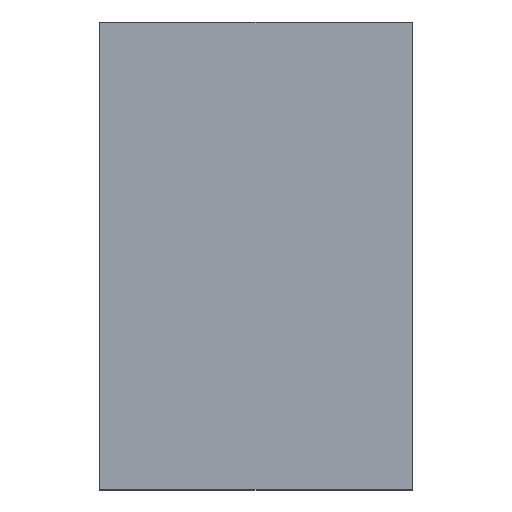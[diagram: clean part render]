
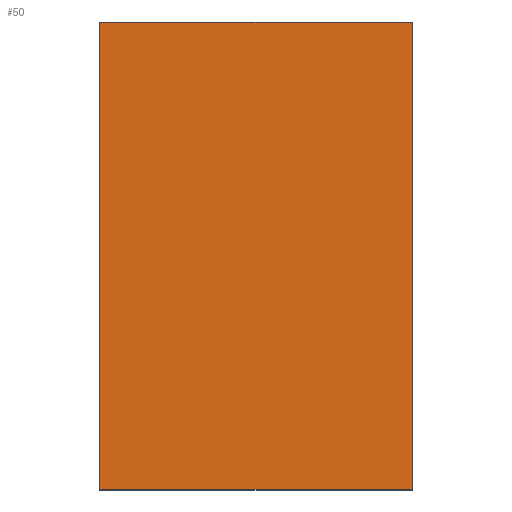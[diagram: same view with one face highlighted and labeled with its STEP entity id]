
A CAD part, top view. The second image highlights one B-rep face of the part: STEP entity #50.
In plain terms, the highlighted planar face has unit normal (0, 0, 1).
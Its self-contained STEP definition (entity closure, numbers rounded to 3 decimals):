
#2 = LINE ( 'NONE', #99, #70 ) ;
#7 = LINE ( 'NONE', #61, #59 ) ;
#21 = LINE ( 'NONE', #93, #105 ) ;
#25 = CARTESIAN_POINT ( 'NONE',  ( 87.25, -130.5, 14. ) ) ;
#30 = EDGE_CURVE ( 'NONE', #33, #44, #21, .T. ) ;
#32 = DIRECTION ( 'NONE',  ( -1., 0., 0. ) ) ;
#33 = VERTEX_POINT ( 'NONE', #126 ) ;
#35 = VERTEX_POINT ( 'NONE', #60 ) ;
#40 = FACE_OUTER_BOUND ( 'NONE', #123, .T. ) ;
#44 = VERTEX_POINT ( 'NONE', #25 ) ;
#49 = VERTEX_POINT ( 'NONE', #83 ) ;
#50 = ADVANCED_FACE ( 'NONE', ( #40 ), #54, .T. ) ;
#53 = AXIS2_PLACEMENT_3D ( 'NONE', #161, #130, #87 ) ;
#54 = PLANE ( 'NONE',  #53 ) ;
#59 = VECTOR ( 'NONE', #77, 1000. ) ;
#60 = CARTESIAN_POINT ( 'NONE',  ( -87.25, 130.5, 14. ) ) ;
#61 = CARTESIAN_POINT ( 'NONE',  ( 87.25, 130.5, 14. ) ) ;
#65 = VECTOR ( 'NONE', #165, 1000. ) ;
#70 = VECTOR ( 'NONE', #32, 1000. ) ;
#77 = DIRECTION ( 'NONE',  ( 0., 1., 0. ) ) ;
#78 = ORIENTED_EDGE ( 'NONE', *, *, #187, .T. ) ;
#81 = ORIENTED_EDGE ( 'NONE', *, *, #125, .T. ) ;
#83 = CARTESIAN_POINT ( 'NONE',  ( 87.25, 130.5, 14. ) ) ;
#87 = DIRECTION ( 'NONE',  ( 1., 0., 0. ) ) ;
#93 = CARTESIAN_POINT ( 'NONE',  ( -87.25, -130.5, 14. ) ) ;
#96 = DIRECTION ( 'NONE',  ( 1., 0., 0. ) ) ;
#99 = CARTESIAN_POINT ( 'NONE',  ( -87.25, 130.5, 14. ) ) ;
#102 = ORIENTED_EDGE ( 'NONE', *, *, #179, .T. ) ;
#105 = VECTOR ( 'NONE', #96, 1000. ) ;
#106 = CARTESIAN_POINT ( 'NONE',  ( -87.25, 130.5, 14. ) ) ;
#107 = LINE ( 'NONE', #106, #65 ) ;
#111 = ORIENTED_EDGE ( 'NONE', *, *, #30, .T. ) ;
#123 = EDGE_LOOP ( 'NONE', ( #102, #81, #78, #111 ) ) ;
#125 = EDGE_CURVE ( 'NONE', #49, #35, #2, .T. ) ;
#126 = CARTESIAN_POINT ( 'NONE',  ( -87.25, -130.5, 14. ) ) ;
#130 = DIRECTION ( 'NONE',  ( 0., 0., 1. ) ) ;
#161 = CARTESIAN_POINT ( 'NONE',  ( 0., 0., 14. ) ) ;
#165 = DIRECTION ( 'NONE',  ( 0., -1., 0. ) ) ;
#179 = EDGE_CURVE ( 'NONE', #44, #49, #7, .T. ) ;
#187 = EDGE_CURVE ( 'NONE', #35, #33, #107, .T. ) ;
